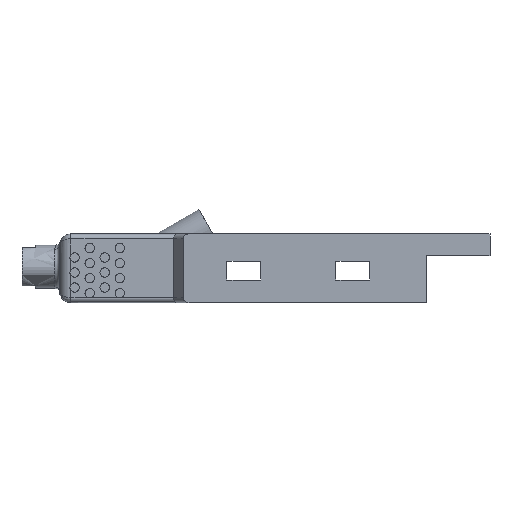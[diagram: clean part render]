
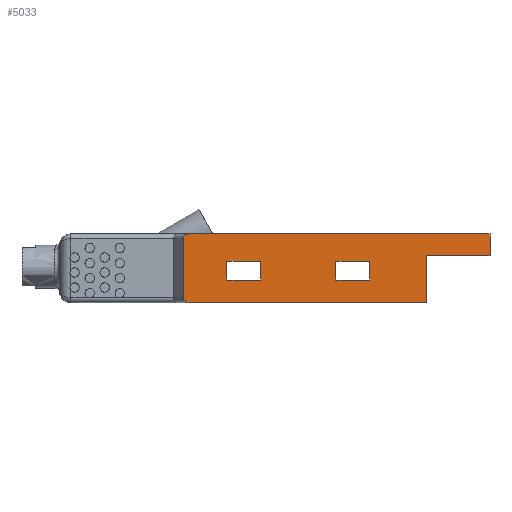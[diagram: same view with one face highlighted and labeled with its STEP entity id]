
A CAD part, front view. The second image highlights one B-rep face of the part: STEP entity #5033.
In plain terms, the highlighted planar face has unit normal (0, -1, 0).
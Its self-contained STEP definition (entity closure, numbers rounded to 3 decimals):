
#129=FACE_BOUND('',#1711,.T.);
#130=FACE_BOUND('',#1712,.T.);
#182=PLANE('',#5455);
#314=ELLIPSE('',#5453,0.307,0.25);
#315=ELLIPSE('',#5456,0.307,0.25);
#465=LINE('',#8327,#868);
#508=LINE('',#8776,#911);
#536=LINE('',#8924,#939);
#537=LINE('',#8927,#940);
#538=LINE('',#8929,#941);
#539=LINE('',#8930,#942);
#540=LINE('',#8933,#943);
#541=LINE('',#8935,#944);
#542=LINE('',#8937,#945);
#543=LINE('',#8938,#946);
#544=LINE('',#8941,#947);
#545=LINE('',#8943,#948);
#546=LINE('',#8945,#949);
#547=LINE('',#8946,#950);
#868=VECTOR('',#5972,10.);
#911=VECTOR('',#6181,10.);
#939=VECTOR('',#6343,10.);
#940=VECTOR('',#6346,10.);
#941=VECTOR('',#6347,10.);
#942=VECTOR('',#6348,10.);
#943=VECTOR('',#6349,10.);
#944=VECTOR('',#6350,10.);
#945=VECTOR('',#6351,10.);
#946=VECTOR('',#6352,10.);
#947=VECTOR('',#6353,10.);
#948=VECTOR('',#6354,10.);
#949=VECTOR('',#6355,10.);
#950=VECTOR('',#6356,10.);
#1344=FACE_OUTER_BOUND('',#1710,.T.);
#1710=EDGE_LOOP('',(#4128,#4129,#4130,#4131,#4132,#4133,#4134,#4135));
#1711=EDGE_LOOP('',(#4136,#4137,#4138,#4139));
#1712=EDGE_LOOP('',(#4140,#4141,#4142,#4143));
#2366=VERTEX_POINT('',#8324);
#2367=VERTEX_POINT('',#8326);
#2470=VERTEX_POINT('',#8773);
#2471=VERTEX_POINT('',#8775);
#2523=VERTEX_POINT('',#8918);
#2524=VERTEX_POINT('',#8923);
#2525=VERTEX_POINT('',#8926);
#2526=VERTEX_POINT('',#8928);
#2527=VERTEX_POINT('',#8931);
#2528=VERTEX_POINT('',#8932);
#2529=VERTEX_POINT('',#8934);
#2530=VERTEX_POINT('',#8936);
#2531=VERTEX_POINT('',#8939);
#2532=VERTEX_POINT('',#8940);
#2533=VERTEX_POINT('',#8942);
#2534=VERTEX_POINT('',#8944);
#2909=EDGE_CURVE('',#2366,#2367,#465,.T.);
#3043=EDGE_CURVE('',#2471,#2470,#508,.T.);
#3118=EDGE_CURVE('',#2523,#2366,#314,.T.);
#3119=EDGE_CURVE('',#2524,#2523,#536,.F.);
#3120=EDGE_CURVE('',#2471,#2524,#315,.T.);
#3121=EDGE_CURVE('',#2470,#2525,#537,.F.);
#3122=EDGE_CURVE('',#2525,#2526,#538,.T.);
#3123=EDGE_CURVE('',#2526,#2367,#539,.T.);
#3124=EDGE_CURVE('',#2527,#2528,#540,.F.);
#3125=EDGE_CURVE('',#2528,#2529,#541,.F.);
#3126=EDGE_CURVE('',#2529,#2530,#542,.F.);
#3127=EDGE_CURVE('',#2530,#2527,#543,.F.);
#3128=EDGE_CURVE('',#2531,#2532,#544,.F.);
#3129=EDGE_CURVE('',#2532,#2533,#545,.F.);
#3130=EDGE_CURVE('',#2533,#2534,#546,.F.);
#3131=EDGE_CURVE('',#2534,#2531,#547,.F.);
#4128=ORIENTED_EDGE('',*,*,#3118,.F.);
#4129=ORIENTED_EDGE('',*,*,#3119,.F.);
#4130=ORIENTED_EDGE('',*,*,#3120,.F.);
#4131=ORIENTED_EDGE('',*,*,#3043,.T.);
#4132=ORIENTED_EDGE('',*,*,#3121,.T.);
#4133=ORIENTED_EDGE('',*,*,#3122,.T.);
#4134=ORIENTED_EDGE('',*,*,#3123,.T.);
#4135=ORIENTED_EDGE('',*,*,#2909,.F.);
#4136=ORIENTED_EDGE('',*,*,#3124,.T.);
#4137=ORIENTED_EDGE('',*,*,#3125,.T.);
#4138=ORIENTED_EDGE('',*,*,#3126,.T.);
#4139=ORIENTED_EDGE('',*,*,#3127,.T.);
#4140=ORIENTED_EDGE('',*,*,#3128,.T.);
#4141=ORIENTED_EDGE('',*,*,#3129,.T.);
#4142=ORIENTED_EDGE('',*,*,#3130,.T.);
#4143=ORIENTED_EDGE('',*,*,#3131,.T.);
#5033=ADVANCED_FACE('',(#1344,#129,#130),#182,.T.);
#5453=AXIS2_PLACEMENT_3D('',#8920,#6337,#6338);
#5455=AXIS2_PLACEMENT_3D('',#8922,#6341,#6342);
#5456=AXIS2_PLACEMENT_3D('',#8925,#6344,#6345);
#5972=DIRECTION('',(1.,0.,0.));
#6181=DIRECTION('',(1.,0.,0.));
#6337=DIRECTION('center_axis',(0.,1.,0.));
#6338=DIRECTION('ref_axis',(-1.,0.,0.));
#6341=DIRECTION('center_axis',(0.,-1.,0.));
#6342=DIRECTION('ref_axis',(0.,0.,1.));
#6343=DIRECTION('',(0.,0.,-1.));
#6344=DIRECTION('center_axis',(0.,1.,0.));
#6345=DIRECTION('ref_axis',(-1.,0.,0.));
#6346=DIRECTION('',(0.,0.,-1.));
#6347=DIRECTION('',(1.,0.,0.));
#6348=DIRECTION('',(0.,0.,1.));
#6349=DIRECTION('',(0.,0.,-1.));
#6350=DIRECTION('',(-1.,0.,0.));
#6351=DIRECTION('',(0.,0.,1.));
#6352=DIRECTION('',(1.,0.,0.));
#6353=DIRECTION('',(0.,0.,-1.));
#6354=DIRECTION('',(-1.,0.,0.));
#6355=DIRECTION('',(0.,0.,1.));
#6356=DIRECTION('',(1.,0.,0.));
#8324=CARTESIAN_POINT('',(-16.014,-0.637,-0.085));
#8326=CARTESIAN_POINT('',(0.,-0.637,-0.085));
#8327=CARTESIAN_POINT('',(-7.5,-0.637,-0.085));
#8773=CARTESIAN_POINT('',(-3.4,-0.637,-3.735));
#8775=CARTESIAN_POINT('',(-16.014,-0.637,-3.735));
#8776=CARTESIAN_POINT('',(-15.,-0.637,-3.735));
#8918=CARTESIAN_POINT('',(-16.321,-0.637,-0.335));
#8920=CARTESIAN_POINT('Origin',(-16.014,-0.637,-0.335));
#8922=CARTESIAN_POINT('Origin',(-15.,-0.637,-3.735));
#8923=CARTESIAN_POINT('',(-16.321,-0.637,-3.485));
#8924=CARTESIAN_POINT('',(-16.321,-0.637,-3.735));
#8925=CARTESIAN_POINT('Origin',(-16.014,-0.637,-3.485));
#8926=CARTESIAN_POINT('',(-3.4,-0.637,-1.235));
#8927=CARTESIAN_POINT('',(-3.4,-0.637,-2.485));
#8928=CARTESIAN_POINT('',(0.,-0.637,-1.235));
#8929=CARTESIAN_POINT('',(-7.5,-0.637,-1.235));
#8930=CARTESIAN_POINT('',(0.,-0.637,-2.26));
#8931=CARTESIAN_POINT('',(-14.,-0.637,-2.535));
#8932=CARTESIAN_POINT('',(-14.,-0.637,-1.535));
#8933=CARTESIAN_POINT('',(-14.,-0.637,-2.635));
#8934=CARTESIAN_POINT('',(-12.2,-0.637,-1.535));
#8935=CARTESIAN_POINT('',(-13.6,-0.637,-1.535));
#8936=CARTESIAN_POINT('',(-12.2,-0.637,-2.535));
#8937=CARTESIAN_POINT('',(-12.2,-0.637,-3.135));
#8938=CARTESIAN_POINT('',(-14.5,-0.637,-2.535));
#8939=CARTESIAN_POINT('',(-8.2,-0.637,-2.535));
#8940=CARTESIAN_POINT('',(-8.2,-0.637,-1.535));
#8941=CARTESIAN_POINT('',(-8.2,-0.637,-2.635));
#8942=CARTESIAN_POINT('',(-6.4,-0.637,-1.535));
#8943=CARTESIAN_POINT('',(-10.7,-0.637,-1.535));
#8944=CARTESIAN_POINT('',(-6.4,-0.637,-2.535));
#8945=CARTESIAN_POINT('',(-6.4,-0.637,-3.135));
#8946=CARTESIAN_POINT('',(-11.6,-0.637,-2.535));
